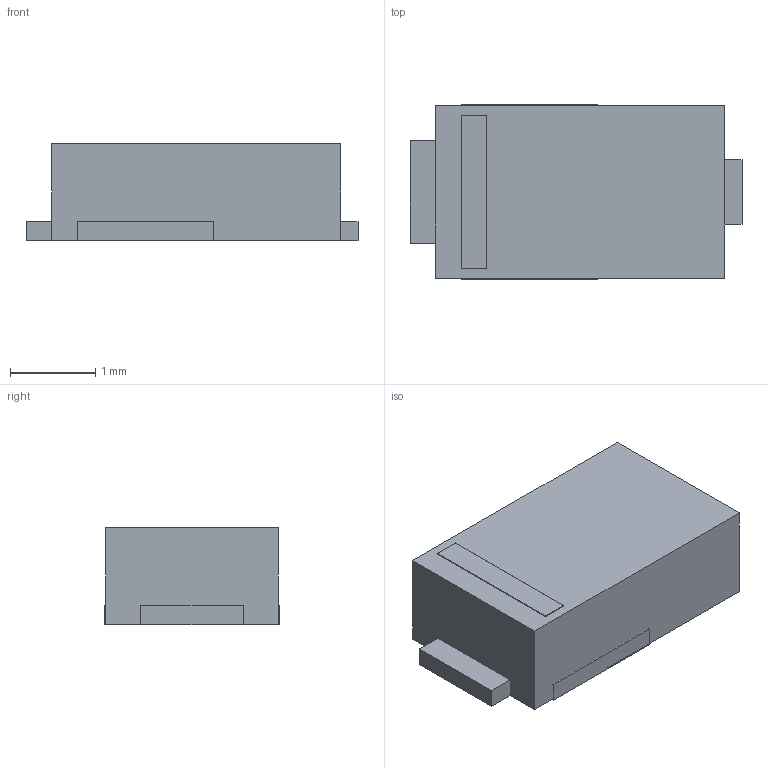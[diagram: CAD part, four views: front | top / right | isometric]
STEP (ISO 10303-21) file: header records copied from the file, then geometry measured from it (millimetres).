
FILE_DESCRIPTION(('FreeCAD Model'),'2;1');
FILE_NAME('682754.1.6.stp','2022-02-23T12:00:49',( 'Author'),(''),'Open CASCADE STEP processor 6.9','FreeCAD','Unknown' );
FILE_SCHEMA(('AUTOMOTIVE_DESIGN { 1 0 10303 214 1 1 1 1 }'));
Length unit declared in the file: millimetre
Products named in the file (4): ASSEMBLY; solidBody; solidLead; solidMark
Assembly tree (3 placements, depth 2):
  ASSEMBLY
    solidBody
    solidLead
    solidMark
Bounding box: 3.9 x 2.05 x 1.15 mm (x, y, z)
Volume: 8.8 mm3; surface area: 38.8 mm2
Topology: 4 solids, 4 shells, 30 faces, 62 edges, 40 vertices
Faces by surface type: plane 30
Entity records: 1680 total; most frequent: CARTESIAN_POINT 260, DIRECTION 254, LINE 186, VECTOR 186, ORIENTED_EDGE 124, PCURVE 124, DEFINITIONAL_REPRESENTATION 124, EDGE_CURVE 62
